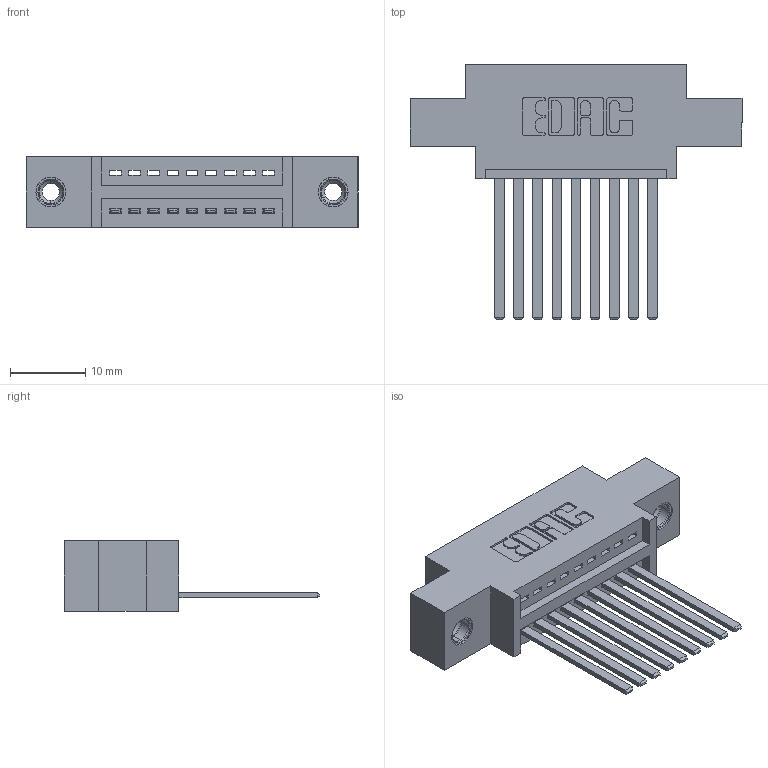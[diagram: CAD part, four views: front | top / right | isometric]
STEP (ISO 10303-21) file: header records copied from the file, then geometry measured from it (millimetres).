
FILE_DESCRIPTION (( 'STEP AP203' ), '1' );
FILE_NAME ('395-009-544-608.STEP', '2019-10-15T20:48:38', ( '' ), ( '' ), 'SwSTEP 2.0', 'SolidWorks 2016', '' );
FILE_SCHEMA (( 'CONFIG_CONTROL_DESIGN' ));
Length unit declared in the file: inch
Products named in the file (4): 395-009-544-608; 345-250-001_345-250-003-102; 345-292-001_345-293-144; 345 Part_0.170 Offset - 0.156 Dia-TI
Assembly tree (12 placements, depth 2):
  395-009-544-608
    345 Part_0.170 Offset - 0.156 Dia-TI
    345-292-001_345-293-144  x9
    345-250-001_345-250-003-102  x2
Bounding box: 44.07 x 33.96 x 9.4 mm (x, y, z)
Volume: 3899.7 mm3; surface area: 5192.5 mm2
Topology: 12 solids, 12 shells, 658 faces, 1911 edges, 1254 vertices
Faces by surface type: plane 440, cylinder 202, cone 12, torus 4
Entity records: 12350 total; most frequent: CARTESIAN_POINT 2122, ORIENTED_EDGE 2058, DIRECTION 1925, EDGE_CURVE 1029, LINE 845, VECTOR 845, VERTEX_POINT 680, AXIS2_PLACEMENT_3D 540
